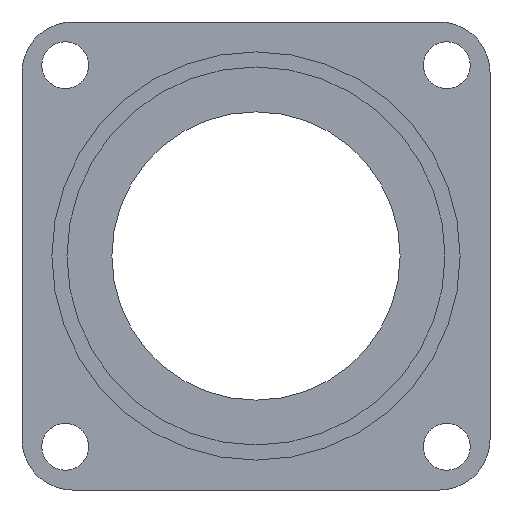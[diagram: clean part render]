
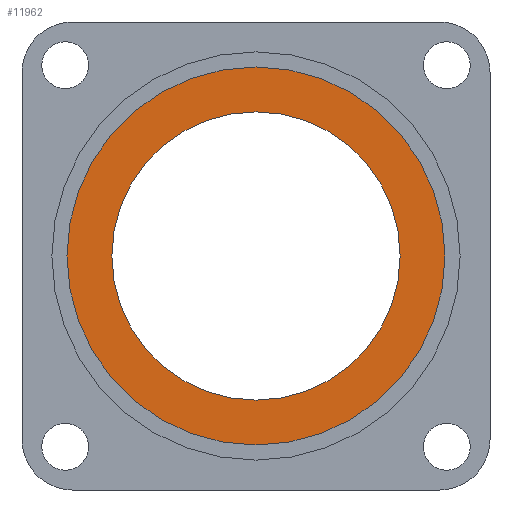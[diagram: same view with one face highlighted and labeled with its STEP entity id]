
A CAD part, front view. The second image highlights one B-rep face of the part: STEP entity #11962.
In plain terms, the highlighted planar face has unit normal (0, -1, 0).
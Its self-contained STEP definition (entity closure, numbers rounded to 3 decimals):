
#196 = AXIS2_PLACEMENT_3D ( 'NONE', #10417, #10419, #10420 ) ;
#258 = AXIS2_PLACEMENT_3D ( 'NONE', #9184, #9199, #9200 ) ;
#268 = AXIS2_PLACEMENT_3D ( 'NONE', #6544, #6589, #6563 ) ;
#286 = AXIS2_PLACEMENT_3D ( 'NONE', #15763, #15764, #15765 ) ;
#296 = AXIS2_PLACEMENT_3D ( 'NONE', #15796, #15815, #15816 ) ;
#344 = EDGE_CURVE ( 'NONE', #8826, #8827, #2241, .T. ) ;
#431 = EDGE_CURVE ( 'NONE', #8807, #8806, #2472, .T. ) ;
#651 = CIRCLE ( 'NONE', #286, 52.5 ) ;
#666 = CIRCLE ( 'NONE', #296, 40.035 ) ;
#1299 = FACE_BOUND ( 'NONE', #11868, .T. ) ;
#1304 = FACE_OUTER_BOUND ( 'NONE', #11877, .T. ) ;
#1929 = EDGE_CURVE ( 'NONE', #8827, #8826, #651, .T. ) ;
#1941 = EDGE_CURVE ( 'NONE', #8806, #8807, #666, .T. ) ;
#2241 = CIRCLE ( 'NONE', #258, 52.5 ) ;
#2472 = CIRCLE ( 'NONE', #268, 40.035 ) ;
#6544 = CARTESIAN_POINT ( 'NONE',  ( 0., 1., 0. ) ) ;
#6563 = DIRECTION ( 'NONE',  ( 0., 0., -1. ) ) ;
#6589 = DIRECTION ( 'NONE',  ( 0., -1., 0. ) ) ;
#7950 = CARTESIAN_POINT ( 'NONE',  ( 0., 1., -40.035 ) ) ;
#7951 = CARTESIAN_POINT ( 'NONE',  ( 0., 1., 40.035 ) ) ;
#7970 = CARTESIAN_POINT ( 'NONE',  ( 0., 1., -52.5 ) ) ;
#7971 = CARTESIAN_POINT ( 'NONE',  ( 0., 1., 52.5 ) ) ;
#8806 = VERTEX_POINT ( 'NONE', #7950 ) ;
#8807 = VERTEX_POINT ( 'NONE', #7951 ) ;
#8826 = VERTEX_POINT ( 'NONE', #7970 ) ;
#8827 = VERTEX_POINT ( 'NONE', #7971 ) ;
#9184 = CARTESIAN_POINT ( 'NONE',  ( 0., 1., 0. ) ) ;
#9199 = DIRECTION ( 'NONE',  ( 0., -1., 0. ) ) ;
#9200 = DIRECTION ( 'NONE',  ( 0., 0., -1. ) ) ;
#10417 = CARTESIAN_POINT ( 'NONE',  ( -65., 1., 80. ) ) ;
#10418 = PLANE ( 'NONE',  #196 ) ;
#10419 = DIRECTION ( 'NONE',  ( 0., -1., 0. ) ) ;
#10420 = DIRECTION ( 'NONE',  ( 0., 0., -1. ) ) ;
#11868 = EDGE_LOOP ( 'NONE', ( #13342, #13338 ) ) ;
#11877 = EDGE_LOOP ( 'NONE', ( #14034, #13551 ) ) ;
#11962 = ADVANCED_FACE ( 'NONE', ( #1299, #1304 ), #10418, .T. ) ;
#13338 = ORIENTED_EDGE ( 'NONE', *, *, #1941, .F. ) ;
#13342 = ORIENTED_EDGE ( 'NONE', *, *, #431, .F. ) ;
#13551 = ORIENTED_EDGE ( 'NONE', *, *, #1929, .T. ) ;
#14034 = ORIENTED_EDGE ( 'NONE', *, *, #344, .T. ) ;
#15763 = CARTESIAN_POINT ( 'NONE',  ( 0., 1., 0. ) ) ;
#15764 = DIRECTION ( 'NONE',  ( 0., -1., 0. ) ) ;
#15765 = DIRECTION ( 'NONE',  ( 0., 0., -1. ) ) ;
#15796 = CARTESIAN_POINT ( 'NONE',  ( 0., 1., 0. ) ) ;
#15815 = DIRECTION ( 'NONE',  ( 0., -1., 0. ) ) ;
#15816 = DIRECTION ( 'NONE',  ( 0., 0., -1. ) ) ;
